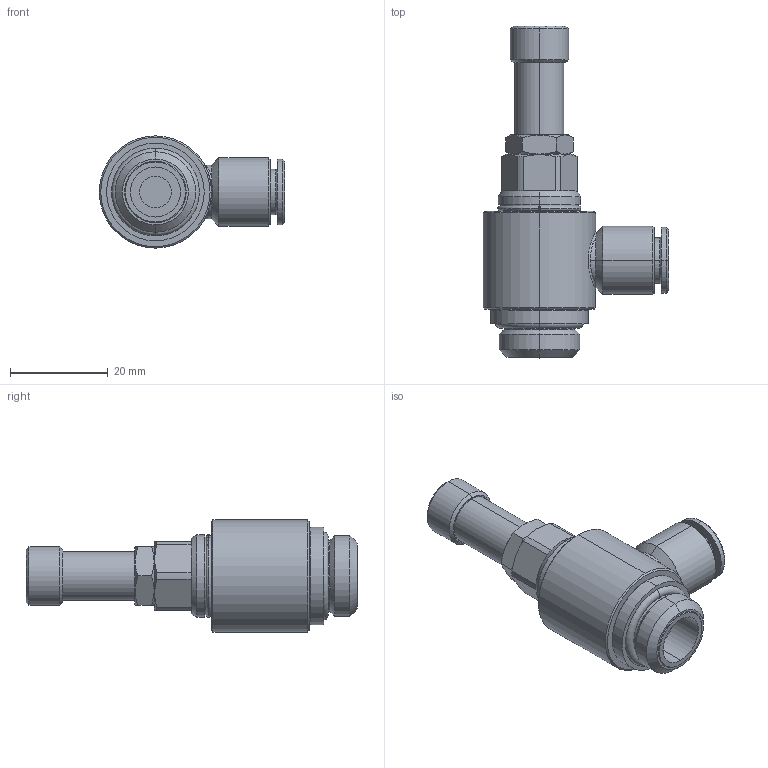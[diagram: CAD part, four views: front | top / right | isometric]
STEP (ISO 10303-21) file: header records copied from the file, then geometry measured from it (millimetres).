
FILE_DESCRIPTION (( 'STEP AP203' ), '1' );
FILE_NAME ('04260C43.STEP', '2010-05-04T07:26:54', ( '' ), ( 'sopra-pneumatic' ), 'SwSTEP 2.0', 'SolidWorks 2009', '' );
FILE_SCHEMA (( 'CONFIG_CONTROL_DESIGN' ));
Length unit declared in the file: millimetre
Products named in the file (1): 04260C43
Bounding box: 38 x 68 x 23 mm (x, y, z)
Volume: 15766.5 mm3; surface area: 6221.3 mm2
Topology: 2 solids, 4 shells, 125 faces, 261 edges, 159 vertices
Faces by surface type: cylinder 44, plane 39, cone 36, torus 4, bspline 2
Entity records: 4603 total; most frequent: CARTESIAN_POINT 1842, DIRECTION 596, ORIENTED_EDGE 522, EDGE_CURVE 261, AXIS2_PLACEMENT_3D 251, VERTEX_POINT 159, EDGE_LOOP 140, CIRCLE 127
